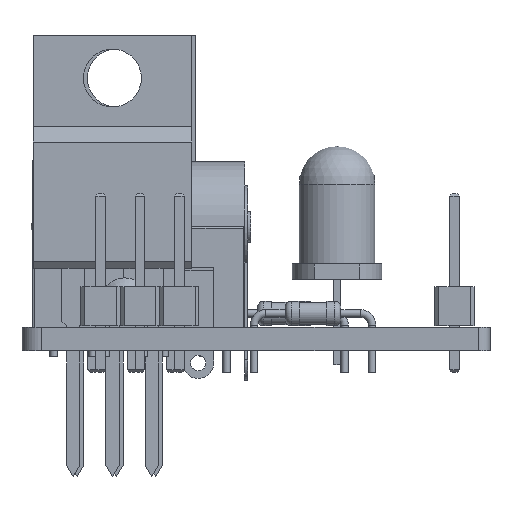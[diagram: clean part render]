
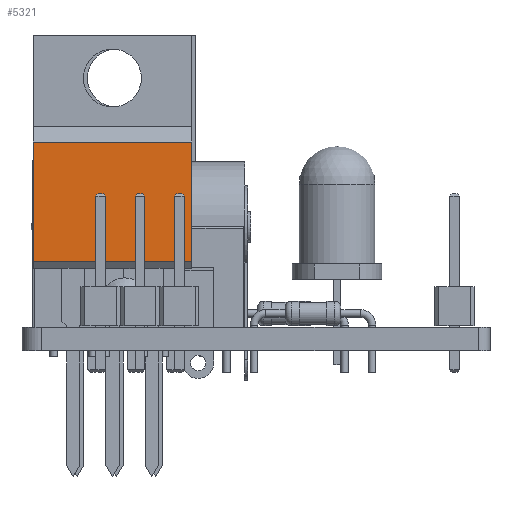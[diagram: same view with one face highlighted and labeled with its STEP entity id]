
A CAD part, front view. The second image highlights one B-rep face of the part: STEP entity #5321.
In plain terms, the highlighted planar face has unit normal (0, -1, 0).
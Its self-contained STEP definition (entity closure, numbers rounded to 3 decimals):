
#5145 = VERTEX_POINT('',#5146);
#5146 = CARTESIAN_POINT('',(-2.585,-1.295,4.185));
#5152 = EDGE_CURVE('',#5145,#5153,#5155,.T.);
#5153 = VERTEX_POINT('',#5154);
#5154 = CARTESIAN_POINT('',(-2.585,-1.295,11.875));
#5155 = LINE('',#5156,#5157);
#5156 = CARTESIAN_POINT('',(-2.585,-1.295,4.185));
#5157 = VECTOR('',#5158,1.);
#5158 = DIRECTION('',(0.,0.,1.));
#5304 = VERTEX_POINT('',#5305);
#5305 = CARTESIAN_POINT('',(7.665,-1.295,4.185));
#5311 = EDGE_CURVE('',#5145,#5304,#5312,.T.);
#5312 = LINE('',#5313,#5314);
#5313 = CARTESIAN_POINT('',(-2.585,-1.295,4.185));
#5314 = VECTOR('',#5315,1.);
#5315 = DIRECTION('',(1.,0.,0.));
#5321 = ADVANCED_FACE('',(#5322),#5340,.T.);
#5322 = FACE_BOUND('',#5323,.T.);
#5323 = EDGE_LOOP('',(#5324,#5325,#5333,#5339));
#5324 = ORIENTED_EDGE('',*,*,#5311,.T.);
#5325 = ORIENTED_EDGE('',*,*,#5326,.T.);
#5326 = EDGE_CURVE('',#5304,#5327,#5329,.T.);
#5327 = VERTEX_POINT('',#5328);
#5328 = CARTESIAN_POINT('',(7.665,-1.295,11.875));
#5329 = LINE('',#5330,#5331);
#5330 = CARTESIAN_POINT('',(7.665,-1.295,4.185));
#5331 = VECTOR('',#5332,1.);
#5332 = DIRECTION('',(0.,0.,1.));
#5333 = ORIENTED_EDGE('',*,*,#5334,.F.);
#5334 = EDGE_CURVE('',#5153,#5327,#5335,.T.);
#5335 = LINE('',#5336,#5337);
#5336 = CARTESIAN_POINT('',(-2.585,-1.295,11.875));
#5337 = VECTOR('',#5338,1.);
#5338 = DIRECTION('',(1.,0.,0.));
#5339 = ORIENTED_EDGE('',*,*,#5152,.F.);
#5340 = PLANE('',#5341);
#5341 = AXIS2_PLACEMENT_3D('',#5342,#5343,#5344);
#5342 = CARTESIAN_POINT('',(-2.585,-1.295,4.185));
#5343 = DIRECTION('',(0.,-1.,0.));
#5344 = DIRECTION('',(0.,0.,1.));
